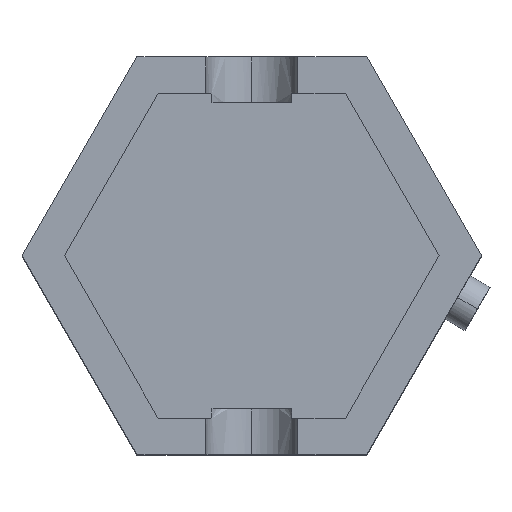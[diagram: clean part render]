
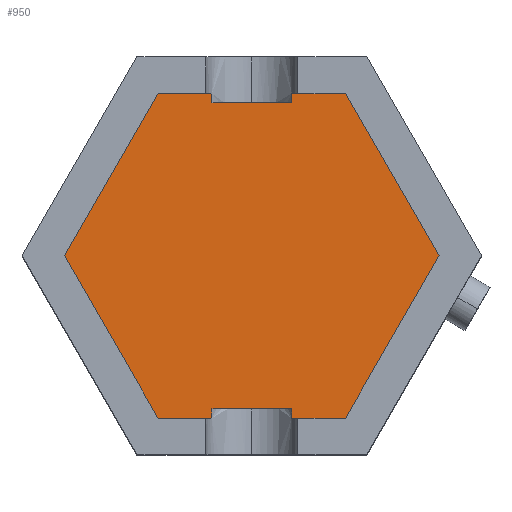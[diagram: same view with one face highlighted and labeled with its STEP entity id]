
A CAD part, top view. The second image highlights one B-rep face of the part: STEP entity #950.
In plain terms, the highlighted free-form (B-spline) face has degree [1, 1] with [2, 2] control points.
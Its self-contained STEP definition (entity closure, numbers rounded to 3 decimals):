
#845=(
BOUNDED_SURFACE()
B_SPLINE_SURFACE(1,1,((#846,#847),(#848,#849)),.UNSPECIFIED.,.F.,.F.,.F.)
B_SPLINE_SURFACE_WITH_KNOTS((2,2),(2,2),(0.000,1.000),(0.000,1.000),.UNSPECIFIED.)
GEOMETRIC_REPRESENTATION_ITEM()
RATIONAL_B_SPLINE_SURFACE(((1.,1.),(1.,1.)))
REPRESENTATION_ITEM('')
SURFACE()
);
#846=CARTESIAN_POINT('',(-40.762,35.301,40.));
#847=CARTESIAN_POINT('',(40.762,35.301,40.));
#848=CARTESIAN_POINT('',(-40.762,-35.301,40.));
#849=CARTESIAN_POINT('',(40.762,-35.301,40.));
#850=CARTESIAN_POINT('',(-40.762,0.,40.));
#851=VERTEX_POINT('',#850);
#852=(
BOUNDED_CURVE()
B_SPLINE_CURVE(1,(#853,#854),.UNSPECIFIED.,.F.,.F.)
B_SPLINE_CURVE_WITH_KNOTS((2,2),(0.000,1.000),.UNSPECIFIED.)
CURVE()
GEOMETRIC_REPRESENTATION_ITEM()
RATIONAL_B_SPLINE_CURVE((1.,1.))
REPRESENTATION_ITEM('')
);
#853=CARTESIAN_POINT('',(-40.762,0.,40.));
#854=CARTESIAN_POINT('',(-20.381,35.301,40.));
#855=CARTESIAN_POINT('',(-20.381,35.301,40.));
#856=VERTEX_POINT('',#855);
#857=EDGE_CURVE('',#851,#856,#852,.T.);
#858=ORIENTED_EDGE('',*,*,#857,.T.);
#859=(
BOUNDED_CURVE()
B_SPLINE_CURVE(1,(#860,#861),.UNSPECIFIED.,.F.,.F.)
B_SPLINE_CURVE_WITH_KNOTS((2,2),(0.000,1.000),.UNSPECIFIED.)
CURVE()
GEOMETRIC_REPRESENTATION_ITEM()
RATIONAL_B_SPLINE_CURVE((1.,1.))
REPRESENTATION_ITEM('')
);
#860=CARTESIAN_POINT('',(-20.381,35.301,40.));
#861=CARTESIAN_POINT('',(-8.66,35.301,40.));
#862=CARTESIAN_POINT('',(-8.66,35.301,40.));
#863=VERTEX_POINT('',#862);
#864=EDGE_CURVE('',#856,#863,#859,.T.);
#865=ORIENTED_EDGE('',*,*,#864,.T.);
#866=(
BOUNDED_CURVE()
B_SPLINE_CURVE(1,(#867,#868),.UNSPECIFIED.,.F.,.F.)
B_SPLINE_CURVE_WITH_KNOTS((2,2),(0.000,1.000),.UNSPECIFIED.)
CURVE()
GEOMETRIC_REPRESENTATION_ITEM()
RATIONAL_B_SPLINE_CURVE((1.,1.))
REPRESENTATION_ITEM('')
);
#867=CARTESIAN_POINT('',(-8.66,35.301,40.));
#868=CARTESIAN_POINT('',(-8.66,33.301,40.));
#869=CARTESIAN_POINT('',(-8.66,33.301,40.));
#870=VERTEX_POINT('',#869);
#871=EDGE_CURVE('',#863,#870,#866,.T.);
#872=ORIENTED_EDGE('',*,*,#871,.T.);
#873=(
BOUNDED_CURVE()
B_SPLINE_CURVE(1,(#874,#875),.UNSPECIFIED.,.F.,.F.)
B_SPLINE_CURVE_WITH_KNOTS((2,2),(0.000,1.000),.UNSPECIFIED.)
CURVE()
GEOMETRIC_REPRESENTATION_ITEM()
RATIONAL_B_SPLINE_CURVE((1.,1.))
REPRESENTATION_ITEM('')
);
#874=CARTESIAN_POINT('',(-8.66,33.301,40.));
#875=CARTESIAN_POINT('',(8.66,33.301,40.));
#876=CARTESIAN_POINT('',(8.66,33.301,40.));
#877=VERTEX_POINT('',#876);
#878=EDGE_CURVE('',#870,#877,#873,.T.);
#879=ORIENTED_EDGE('',*,*,#878,.T.);
#880=(
BOUNDED_CURVE()
B_SPLINE_CURVE(1,(#881,#882),.UNSPECIFIED.,.F.,.F.)
B_SPLINE_CURVE_WITH_KNOTS((2,2),(0.000,1.000),.UNSPECIFIED.)
CURVE()
GEOMETRIC_REPRESENTATION_ITEM()
RATIONAL_B_SPLINE_CURVE((1.,1.))
REPRESENTATION_ITEM('')
);
#881=CARTESIAN_POINT('',(8.66,33.301,40.));
#882=CARTESIAN_POINT('',(8.66,35.301,40.));
#883=CARTESIAN_POINT('',(8.66,35.301,40.));
#884=VERTEX_POINT('',#883);
#885=EDGE_CURVE('',#877,#884,#880,.T.);
#886=ORIENTED_EDGE('',*,*,#885,.T.);
#887=(
BOUNDED_CURVE()
B_SPLINE_CURVE(1,(#888,#889),.UNSPECIFIED.,.F.,.F.)
B_SPLINE_CURVE_WITH_KNOTS((2,2),(0.000,1.000),.UNSPECIFIED.)
CURVE()
GEOMETRIC_REPRESENTATION_ITEM()
RATIONAL_B_SPLINE_CURVE((1.,1.))
REPRESENTATION_ITEM('')
);
#888=CARTESIAN_POINT('',(8.66,35.301,40.));
#889=CARTESIAN_POINT('',(20.381,35.301,40.));
#890=CARTESIAN_POINT('',(20.381,35.301,40.));
#891=VERTEX_POINT('',#890);
#892=EDGE_CURVE('',#884,#891,#887,.T.);
#893=ORIENTED_EDGE('',*,*,#892,.T.);
#894=(
BOUNDED_CURVE()
B_SPLINE_CURVE(1,(#895,#896),.UNSPECIFIED.,.F.,.F.)
B_SPLINE_CURVE_WITH_KNOTS((2,2),(0.000,1.000),.UNSPECIFIED.)
CURVE()
GEOMETRIC_REPRESENTATION_ITEM()
RATIONAL_B_SPLINE_CURVE((1.,1.))
REPRESENTATION_ITEM('')
);
#895=CARTESIAN_POINT('',(20.381,35.301,40.));
#896=CARTESIAN_POINT('',(40.762,0.,40.));
#897=CARTESIAN_POINT('',(40.762,0.,40.));
#898=VERTEX_POINT('',#897);
#899=EDGE_CURVE('',#891,#898,#894,.T.);
#900=ORIENTED_EDGE('',*,*,#899,.T.);
#901=(
BOUNDED_CURVE()
B_SPLINE_CURVE(1,(#902,#903),.UNSPECIFIED.,.F.,.F.)
B_SPLINE_CURVE_WITH_KNOTS((2,2),(0.000,1.000),.UNSPECIFIED.)
CURVE()
GEOMETRIC_REPRESENTATION_ITEM()
RATIONAL_B_SPLINE_CURVE((1.,1.))
REPRESENTATION_ITEM('')
);
#902=CARTESIAN_POINT('',(40.762,0.,40.));
#903=CARTESIAN_POINT('',(20.381,-35.301,40.));
#904=CARTESIAN_POINT('',(20.381,-35.301,40.));
#905=VERTEX_POINT('',#904);
#906=EDGE_CURVE('',#898,#905,#901,.T.);
#907=ORIENTED_EDGE('',*,*,#906,.T.);
#908=(
BOUNDED_CURVE()
B_SPLINE_CURVE(1,(#909,#910),.UNSPECIFIED.,.F.,.F.)
B_SPLINE_CURVE_WITH_KNOTS((2,2),(0.000,1.000),.UNSPECIFIED.)
CURVE()
GEOMETRIC_REPRESENTATION_ITEM()
RATIONAL_B_SPLINE_CURVE((1.,1.))
REPRESENTATION_ITEM('')
);
#909=CARTESIAN_POINT('',(20.381,-35.301,40.));
#910=CARTESIAN_POINT('',(8.66,-35.301,40.));
#911=CARTESIAN_POINT('',(8.66,-35.301,40.));
#912=VERTEX_POINT('',#911);
#913=EDGE_CURVE('',#905,#912,#908,.T.);
#914=ORIENTED_EDGE('',*,*,#913,.T.);
#915=(
BOUNDED_CURVE()
B_SPLINE_CURVE(1,(#916,#917),.UNSPECIFIED.,.F.,.F.)
B_SPLINE_CURVE_WITH_KNOTS((2,2),(0.000,1.000),.UNSPECIFIED.)
CURVE()
GEOMETRIC_REPRESENTATION_ITEM()
RATIONAL_B_SPLINE_CURVE((1.,1.))
REPRESENTATION_ITEM('')
);
#916=CARTESIAN_POINT('',(8.66,-35.301,40.));
#917=CARTESIAN_POINT('',(8.66,-33.301,40.));
#918=CARTESIAN_POINT('',(8.66,-33.301,40.));
#919=VERTEX_POINT('',#918);
#920=EDGE_CURVE('',#912,#919,#915,.T.);
#921=ORIENTED_EDGE('',*,*,#920,.T.);
#922=(
BOUNDED_CURVE()
B_SPLINE_CURVE(1,(#923,#924),.UNSPECIFIED.,.F.,.F.)
B_SPLINE_CURVE_WITH_KNOTS((2,2),(0.000,1.000),.UNSPECIFIED.)
CURVE()
GEOMETRIC_REPRESENTATION_ITEM()
RATIONAL_B_SPLINE_CURVE((1.,1.))
REPRESENTATION_ITEM('')
);
#923=CARTESIAN_POINT('',(8.66,-33.301,40.));
#924=CARTESIAN_POINT('',(-8.66,-33.301,40.));
#925=CARTESIAN_POINT('',(-8.66,-33.301,40.));
#926=VERTEX_POINT('',#925);
#927=EDGE_CURVE('',#919,#926,#922,.T.);
#928=ORIENTED_EDGE('',*,*,#927,.T.);
#929=(
BOUNDED_CURVE()
B_SPLINE_CURVE(1,(#930,#931),.UNSPECIFIED.,.F.,.F.)
B_SPLINE_CURVE_WITH_KNOTS((2,2),(0.000,1.000),.UNSPECIFIED.)
CURVE()
GEOMETRIC_REPRESENTATION_ITEM()
RATIONAL_B_SPLINE_CURVE((1.,1.))
REPRESENTATION_ITEM('')
);
#930=CARTESIAN_POINT('',(-8.66,-33.301,40.));
#931=CARTESIAN_POINT('',(-8.66,-35.301,40.));
#932=CARTESIAN_POINT('',(-8.66,-35.301,40.));
#933=VERTEX_POINT('',#932);
#934=EDGE_CURVE('',#926,#933,#929,.T.);
#935=ORIENTED_EDGE('',*,*,#934,.T.);
#936=(
BOUNDED_CURVE()
B_SPLINE_CURVE(1,(#937,#938),.UNSPECIFIED.,.F.,.F.)
B_SPLINE_CURVE_WITH_KNOTS((2,2),(0.000,1.000),.UNSPECIFIED.)
CURVE()
GEOMETRIC_REPRESENTATION_ITEM()
RATIONAL_B_SPLINE_CURVE((1.,1.))
REPRESENTATION_ITEM('')
);
#937=CARTESIAN_POINT('',(-8.66,-35.301,40.));
#938=CARTESIAN_POINT('',(-20.381,-35.301,40.));
#939=CARTESIAN_POINT('',(-20.381,-35.301,40.));
#940=VERTEX_POINT('',#939);
#941=EDGE_CURVE('',#933,#940,#936,.T.);
#942=ORIENTED_EDGE('',*,*,#941,.T.);
#943=(
BOUNDED_CURVE()
B_SPLINE_CURVE(1,(#944,#945),.UNSPECIFIED.,.F.,.F.)
B_SPLINE_CURVE_WITH_KNOTS((2,2),(0.000,1.000),.UNSPECIFIED.)
CURVE()
GEOMETRIC_REPRESENTATION_ITEM()
RATIONAL_B_SPLINE_CURVE((1.,1.))
REPRESENTATION_ITEM('')
);
#944=CARTESIAN_POINT('',(-20.381,-35.301,40.));
#945=CARTESIAN_POINT('',(-40.762,0.,40.));
#946=EDGE_CURVE('',#940,#851,#943,.T.);
#947=ORIENTED_EDGE('',*,*,#946,.T.);
#948=EDGE_LOOP('',(#858,#865,#872,#879,#886,#893,#900,#907,#914,#921,#928,#935,#942,#947));
#949=FACE_OUTER_BOUND('',#948,.T.);
#950=ADVANCED_FACE('',(#949),#845,.T.);
